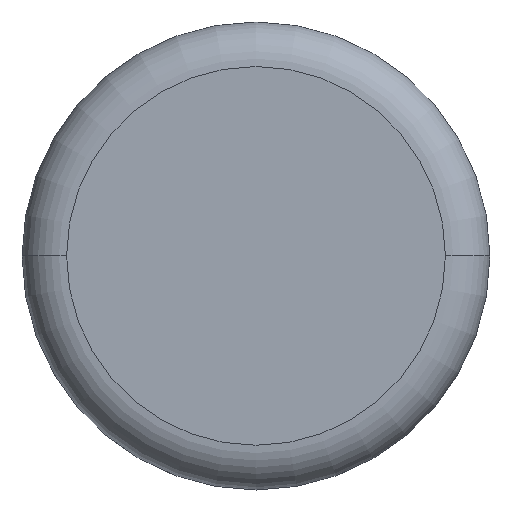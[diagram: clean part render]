
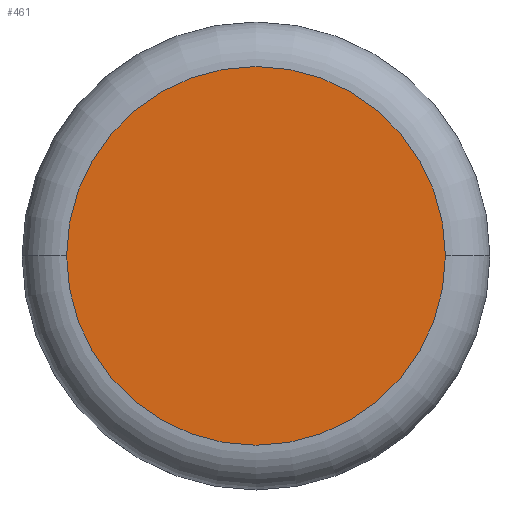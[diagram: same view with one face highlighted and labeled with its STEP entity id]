
A CAD part, top view. The second image highlights one B-rep face of the part: STEP entity #461.
In plain terms, the highlighted planar face has unit normal (0, 0, 1).
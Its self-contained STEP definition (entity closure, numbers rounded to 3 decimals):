
#351=VERTEX_POINT('',#727);
#377=EDGE_CURVE('',#521,#351,#755,.T.);
#461=ADVANCED_FACE('',(#849),#850,.T.);
#465=EDGE_CURVE('',#351,#521,#854,.T.);
#521=VERTEX_POINT('',#915);
#727=CARTESIAN_POINT('',(8.5,0.,23.0));
#755=CIRCLE('',#1233,8.5);
#849=FACE_OUTER_BOUND('',#1378,.T.);
#850=PLANE('',#1379);
#854=CIRCLE('',#1386,8.5);
#915=CARTESIAN_POINT('',(-8.5,0.,23.0));
#1233=AXIS2_PLACEMENT_3D('',#1792,#1793,#1794);
#1378=EDGE_LOOP('',(#1897,#1898));
#1379=AXIS2_PLACEMENT_3D('',#1899,#1900,#1901);
#1386=AXIS2_PLACEMENT_3D('',#1903,#1904,#1905);
#1792=CARTESIAN_POINT('',(0.0,0.,23.0));
#1793=DIRECTION('',(-0.0,0.0,-1.0));
#1794=DIRECTION('',(-1.0,0.0,0.0));
#1897=ORIENTED_EDGE('',*,*,#465,.F.);
#1898=ORIENTED_EDGE('',*,*,#377,.F.);
#1899=CARTESIAN_POINT('',(-4.5,0.,23.0));
#1900=DIRECTION('',(0.0,0.0,1.0));
#1901=DIRECTION('',(-1.0,0.,0.0));
#1903=CARTESIAN_POINT('',(0.0,0.,23.0));
#1904=DIRECTION('',(-0.0,0.0,-1.0));
#1905=DIRECTION('',(-1.0,0.0,0.0));
